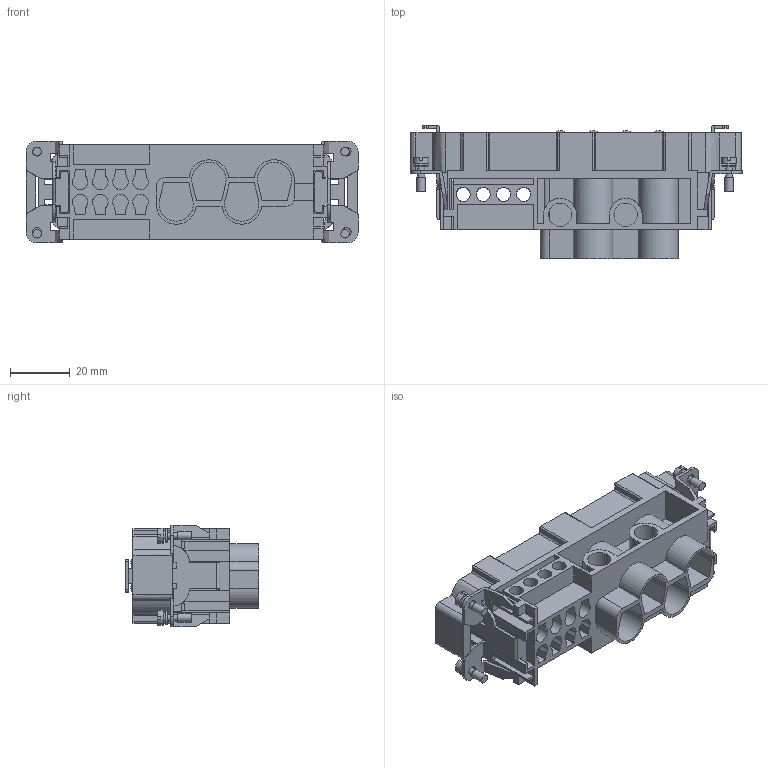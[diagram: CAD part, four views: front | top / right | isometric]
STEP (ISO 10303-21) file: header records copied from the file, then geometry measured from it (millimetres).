
FILE_DESCRIPTION (( 'STEP AP214' ), '1' );
FILE_NAME ('ZP-24B-48-MS-INSERT.STEP', '2011-11-18T21:11:02', ( '.ADC' ), ( 'ADC' ), 'SwSTEP 2.0', 'SolidWorks 2011', '' );
FILE_SCHEMA (( 'AUTOMOTIVE_DESIGN' ));
Length unit declared in the file: millimetre
Products named in the file (1): ZP-24B-48-MS-INSERT
Bounding box: 111.31 x 44.73 x 34 mm (x, y, z)
Volume: 38096 mm3; surface area: 40677.5 mm2
Topology: 2 solids, 2 shells, 761 faces, 2198 edges, 1456 vertices
Faces by surface type: plane 565, cylinder 112, bspline 68, cone 12, sphere 4
Full cylindrical faces by diameter (mm): 2.324 x8, 2.5 x8, 2.85 x4, 3.007 x1, 4.75 x4, 5.02 x4, 6 x4, 7.85 x4, 8.75 x4, 11.75 x4
Entity records: 29726 total; most frequent: CARTESIAN_POINT 7408, ORIENTED_EDGE 4166, DIRECTION 3596, EDGE_CURVE 2083, VECTOR 1554, LINE 1554, VERTEX_POINT 1412, AXIS2_PLACEMENT_3D 1021
